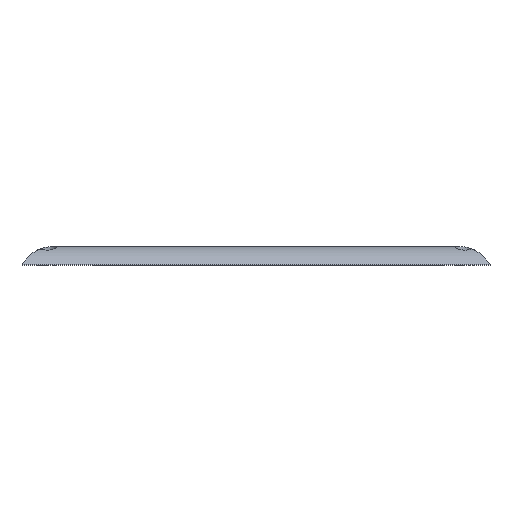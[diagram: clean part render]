
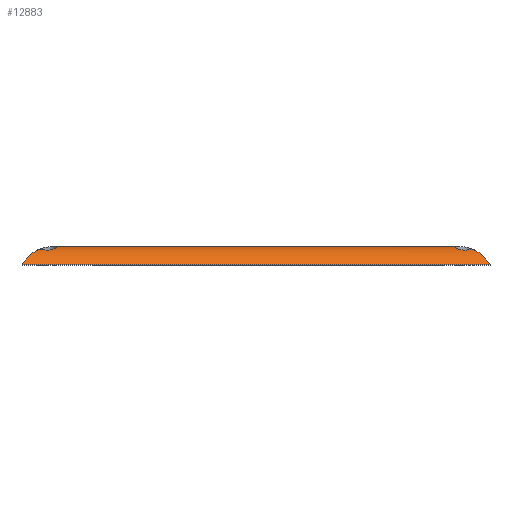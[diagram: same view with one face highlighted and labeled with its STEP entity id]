
A CAD part, top view. The second image highlights one B-rep face of the part: STEP entity #12883.
In plain terms, the highlighted cylindrical face has radius 6 mm (diameter 12 mm), a partial arc.
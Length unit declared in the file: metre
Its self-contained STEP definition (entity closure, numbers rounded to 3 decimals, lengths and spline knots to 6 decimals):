
#10=ELLIPSE('',#13922,0.008485,0.006);
#13=ELLIPSE('',#13927,0.008485,0.006);
#20=CYLINDRICAL_SURFACE('',#13926,0.006);
#590=LINE('',#19024,#1899);
#916=LINE('',#20373,#2225);
#1899=VECTOR('',#14873,1.);
#2225=VECTOR('',#15359,1.);
#4792=ORIENTED_EDGE('',*,*,#8368,.F.);
#4793=ORIENTED_EDGE('',*,*,#8369,.T.);
#4794=ORIENTED_EDGE('',*,*,#7592,.F.);
#4795=ORIENTED_EDGE('',*,*,#8370,.T.);
#4796=ORIENTED_EDGE('',*,*,#8361,.T.);
#4797=ORIENTED_EDGE('',*,*,#8131,.F.);
#7592=EDGE_CURVE('',#9434,#9435,#590,.T.);
#8131=EDGE_CURVE('',#9973,#9974,#916,.T.);
#8361=EDGE_CURVE('',#10203,#9974,#10,.F.);
#8368=EDGE_CURVE('',#10206,#9973,#13,.F.);
#8369=EDGE_CURVE('',#10206,#9435,#10705,.T.);
#8370=EDGE_CURVE('',#9434,#10203,#10706,.T.);
#9434=VERTEX_POINT('',#19023);
#9435=VERTEX_POINT('',#19025);
#9973=VERTEX_POINT('',#20372);
#9974=VERTEX_POINT('',#20374);
#10203=VERTEX_POINT('',#20958);
#10206=VERTEX_POINT('',#20994);
#10705=B_SPLINE_CURVE_WITH_KNOTS('',3,(#20995,#20996,#20997,#20998,#20999,
#21000,#21001),.UNSPECIFIED.,.F.,.F.,(4,1,1,1,4),(0.002368,0.003595,
0.004821,0.006048,0.007275),
 .UNSPECIFIED.);
#10706=B_SPLINE_CURVE_WITH_KNOTS('',3,(#21002,#21003,#21004,#21005,#21006,
#21007,#21008),.UNSPECIFIED.,.F.,.F.,(4,1,1,1,4),(0.,0.001227,
0.002454,0.003681,0.004909),
 .UNSPECIFIED.);
#11006=EDGE_LOOP('',(#4792,#4793,#4794,#4795,#4796,#4797));
#11813=FACE_BOUND('',#11006,.T.);
#12883=ADVANCED_FACE('',(#11813),#20,.T.);
#13922=AXIS2_PLACEMENT_3D('',#20957,#15560,#15561);
#13926=AXIS2_PLACEMENT_3D('',#20992,#15568,#15569);
#13927=AXIS2_PLACEMENT_3D('',#20993,#15570,#15571);
#14873=DIRECTION('',(1.,0.,0.));
#15359=DIRECTION('',(-1.,0.,0.));
#15560=DIRECTION('',(-0.707,0.,-0.707));
#15561=DIRECTION('',(0.707,0.,-0.707));
#15568=DIRECTION('',(-1.,0.,0.));
#15569=DIRECTION('',(0.,1.,0.));
#15570=DIRECTION('',(-0.707,0.,0.707));
#15571=DIRECTION('',(-0.707,0.,-0.707));
#19023=CARTESIAN_POINT('',(-0.032326,0.003,0.02645));
#19024=CARTESIAN_POINT('',(0.040725,0.003,0.02645));
#19025=CARTESIAN_POINT('',(0.034476,0.003,0.02645));
#20372=CARTESIAN_POINT('',(0.039921,0.,0.031646));
#20373=CARTESIAN_POINT('',(0.001075,0.,0.031646));
#20374=CARTESIAN_POINT('',(-0.037771,0.,0.031646));
#20957=CARTESIAN_POINT('',(-0.032575,-0.003,0.02645));
#20958=CARTESIAN_POINT('',(-0.034706,0.002609,0.028581));
#20992=CARTESIAN_POINT('',(0.001075,-0.003,0.02645));
#20993=CARTESIAN_POINT('',(0.034725,-0.003,0.02645));
#20994=CARTESIAN_POINT('',(0.036856,0.002609,0.028581));
#20995=CARTESIAN_POINT('',(0.036856,0.002609,0.028581));
#20996=CARTESIAN_POINT('',(0.036577,0.002503,0.02886));
#20997=CARTESIAN_POINT('',(0.035776,0.002322,0.029216));
#20998=CARTESIAN_POINT('',(0.034544,0.002565,0.028751));
#20999=CARTESIAN_POINT('',(0.033977,0.002935,0.027619));
#21000=CARTESIAN_POINT('',(0.034217,0.003,0.026774));
#21001=CARTESIAN_POINT('',(0.034476,0.003,0.02645));
#21002=CARTESIAN_POINT('',(-0.032326,0.003,0.02645));
#21003=CARTESIAN_POINT('',(-0.032067,0.003,0.026774));
#21004=CARTESIAN_POINT('',(-0.031827,0.002935,0.027619));
#21005=CARTESIAN_POINT('',(-0.032395,0.002565,0.02875));
#21006=CARTESIAN_POINT('',(-0.033618,0.002322,0.029215));
#21007=CARTESIAN_POINT('',(-0.034426,0.002502,0.028862));
#21008=CARTESIAN_POINT('',(-0.034706,0.002609,0.028581));
